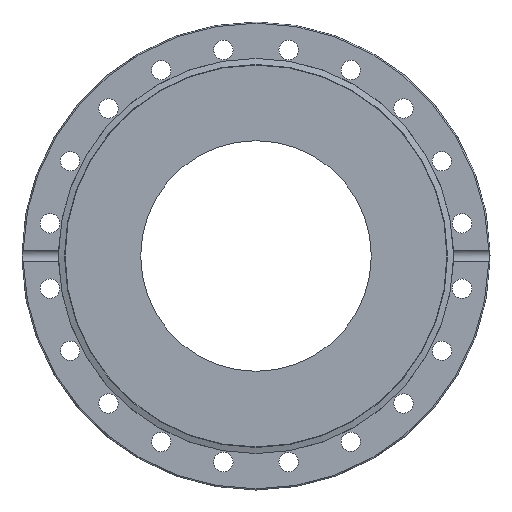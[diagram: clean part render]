
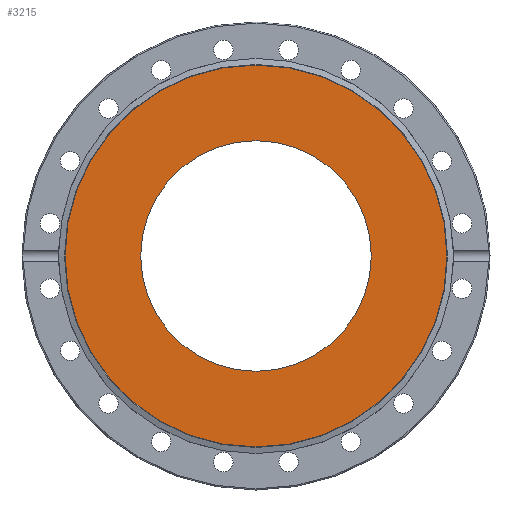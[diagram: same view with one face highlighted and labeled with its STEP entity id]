
A CAD part, left-side view. The second image highlights one B-rep face of the part: STEP entity #3215.
In plain terms, the highlighted planar face has unit normal (-1, 0, 0).
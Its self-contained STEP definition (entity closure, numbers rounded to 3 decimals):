
#3100=CARTESIAN_POINT('',(1.2,82.832,0.0));
#3101=VERTEX_POINT('',#3100);
#3102=CARTESIAN_POINT('',(1.2,0.0,0.0));
#3103=DIRECTION('',(1.0,0.0,0.0));
#3104=DIRECTION('',(0.0,1.0,0.0));
#3105=AXIS2_PLACEMENT_3D('',#3102,#3103,#3104);
#3106=CIRCLE('',#3105,82.832);
#3107=EDGE_CURVE('',#3101,#3101,#3106,.T.);
#3189=CARTESIAN_POINT('',(1.2,50.0,0.0));
#3190=VERTEX_POINT('',#3189);
#3191=CARTESIAN_POINT('',(1.2,0.0,0.0));
#3192=DIRECTION('',(1.0,0.0,0.0));
#3193=DIRECTION('',(0.0,1.0,0.0));
#3194=AXIS2_PLACEMENT_3D('',#3191,#3192,#3193);
#3195=CIRCLE('',#3194,50.0);
#3196=EDGE_CURVE('',#3190,#3190,#3195,.T.);
#3204=CARTESIAN_POINT('',(1.2,66.416,0.0));
#3205=DIRECTION('',(-1.0,0.0,0.0));
#3206=DIRECTION('',(0.0,0.0,1.0));
#3207=AXIS2_PLACEMENT_3D('',#3204,#3205,#3206);
#3208=PLANE('',#3207);
#3209=ORIENTED_EDGE('',*,*,#3107,.F.);
#3210=EDGE_LOOP('',(#3209));
#3211=FACE_OUTER_BOUND('',#3210,.T.);
#3212=ORIENTED_EDGE('',*,*,#3196,.T.);
#3213=EDGE_LOOP('',(#3212));
#3214=FACE_BOUND('',#3213,.T.);
#3215=ADVANCED_FACE('',(#3211,#3214),#3208,.T.);
